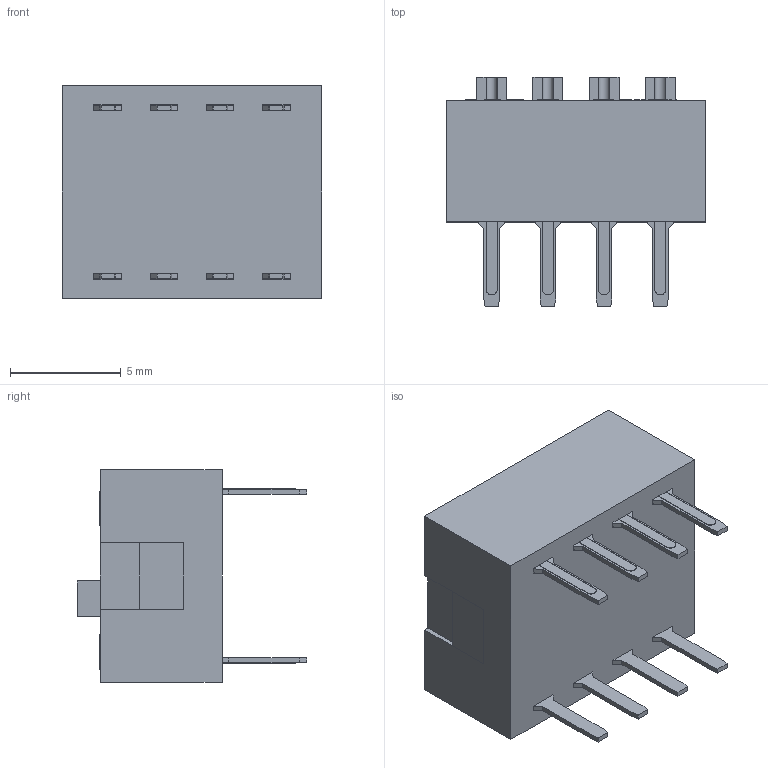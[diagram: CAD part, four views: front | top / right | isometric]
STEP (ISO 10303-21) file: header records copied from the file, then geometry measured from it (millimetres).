
FILE_DESCRIPTION(/* description */ ('','CAx-IF Rec.Pracs.---Representation and Presentation of Product Manufacturing Information (PMI)---4.0---2014-10-13'),/* implementation_level */ '2;1');
FILE_NAME(/* name */ 'KG04ET.stp',/* time_stamp */ '2021-02-17T11:05:32-04:00',/* author */ ('lvasquez'),/* organization */ (''),/* preprocessor_version */ 'ST-DEVELOPER v18.1',/* originating_system */ 'Autodesk Inventor 2021',/* authorisation */ '');
FILE_SCHEMA (('AP242_MANAGED_MODEL_BASED_3D_ENGINEERING_MIM_LF { 1 0 10303 442 1 1 4 }'));
Length unit declared in the file: millimetre
Products named in the file (1): KG04ET
Bounding box: 11.74 x 10.38 x 9.6 mm (x, y, z)
Volume: 234.6 mm3; surface area: 1247.1 mm2
Topology: 23 solids, 23 shells, 418 faces, 1089 edges, 726 vertices
Faces by surface type: plane 341, bspline 61, cylinder 16
Entity records: 13144 total; most frequent: CARTESIAN_POINT 3044, ORIENTED_EDGE 2178, DIRECTION 1741, EDGE_CURVE 1089, LINE 935, VECTOR 935, VERTEX_POINT 726, EDGE_LOOP 457
